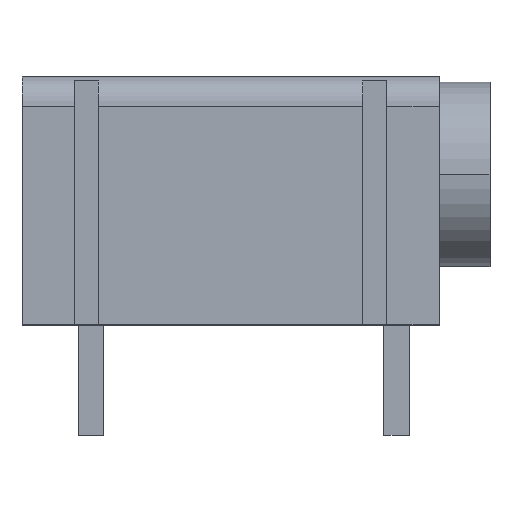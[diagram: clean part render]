
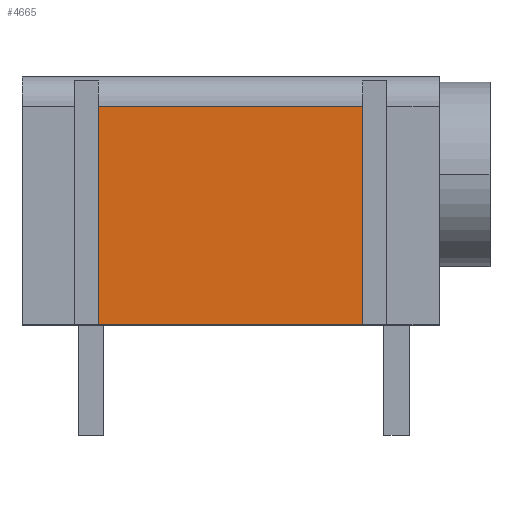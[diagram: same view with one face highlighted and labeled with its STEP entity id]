
A CAD part, top view. The second image highlights one B-rep face of the part: STEP entity #4665.
In plain terms, the highlighted planar face has unit normal (0, 0, 1).
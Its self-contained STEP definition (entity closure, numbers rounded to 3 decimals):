
#115 = VECTOR ( 'NONE', #1253, 1000. ) ;
#718 = DIRECTION ( 'NONE',  ( -1., 0., 0. ) ) ;
#867 = VECTOR ( 'NONE', #5334, 1000. ) ;
#1028 = VERTEX_POINT ( 'NONE', #4080 ) ;
#1135 = EDGE_CURVE ( 'NONE', #2069, #3496, #2471, .T. ) ;
#1253 = DIRECTION ( 'NONE',  ( 1., 0., 0. ) ) ;
#1484 = CARTESIAN_POINT ( 'NONE',  ( 3.8, 12.4, 0. ) ) ;
#1495 = ORIENTED_EDGE ( 'NONE', *, *, #5035, .T. ) ;
#1510 = LINE ( 'NONE', #4939, #115 ) ;
#1988 = DIRECTION ( 'NONE',  ( 0., 0., -1. ) ) ;
#2064 = DIRECTION ( 'NONE',  ( 0., -1., 0. ) ) ;
#2069 = VERTEX_POINT ( 'NONE', #2664 ) ;
#2139 = CARTESIAN_POINT ( 'NONE',  ( 17.02, 12.4, 0. ) ) ;
#2259 = LINE ( 'NONE', #2139, #867 ) ;
#2396 = ORIENTED_EDGE ( 'NONE', *, *, #1135, .T. ) ;
#2471 = LINE ( 'NONE', #3626, #4961 ) ;
#2478 = ORIENTED_EDGE ( 'NONE', *, *, #4050, .F. ) ;
#2664 = CARTESIAN_POINT ( 'NONE',  ( 3.8, 10.9, 0. ) ) ;
#2736 = VECTOR ( 'NONE', #718, 1000. ) ;
#2840 = AXIS2_PLACEMENT_3D ( 'NONE', #1484, #1988, #5709 ) ;
#3266 = EDGE_LOOP ( 'NONE', ( #2478, #4693, #2396, #1495 ) ) ;
#3496 = VERTEX_POINT ( 'NONE', #6659 ) ;
#3626 = CARTESIAN_POINT ( 'NONE',  ( 3.8, 12.4, 0. ) ) ;
#4050 = EDGE_CURVE ( 'NONE', #5743, #1028, #2259, .T. ) ;
#4080 = CARTESIAN_POINT ( 'NONE',  ( 17.02, 0., 0. ) ) ;
#4140 = LINE ( 'NONE', #4915, #2736 ) ;
#4632 = PLANE ( 'NONE',  #2840 ) ;
#4665 = ADVANCED_FACE ( 'NONE', ( #6158 ), #4632, .F. ) ;
#4693 = ORIENTED_EDGE ( 'NONE', *, *, #5009, .T. ) ;
#4915 = CARTESIAN_POINT ( 'NONE',  ( 3.8, 10.9, 0. ) ) ;
#4939 = CARTESIAN_POINT ( 'NONE',  ( 3.8, 0., 0. ) ) ;
#4961 = VECTOR ( 'NONE', #2064, 1000. ) ;
#5009 = EDGE_CURVE ( 'NONE', #5743, #2069, #4140, .T. ) ;
#5035 = EDGE_CURVE ( 'NONE', #3496, #1028, #1510, .T. ) ;
#5334 = DIRECTION ( 'NONE',  ( 0., -1., 0. ) ) ;
#5709 = DIRECTION ( 'NONE',  ( -1., 0., 0. ) ) ;
#5743 = VERTEX_POINT ( 'NONE', #6209 ) ;
#6158 = FACE_OUTER_BOUND ( 'NONE', #3266, .T. ) ;
#6209 = CARTESIAN_POINT ( 'NONE',  ( 17.02, 10.9, 0. ) ) ;
#6659 = CARTESIAN_POINT ( 'NONE',  ( 3.8, 0., 0. ) ) ;
